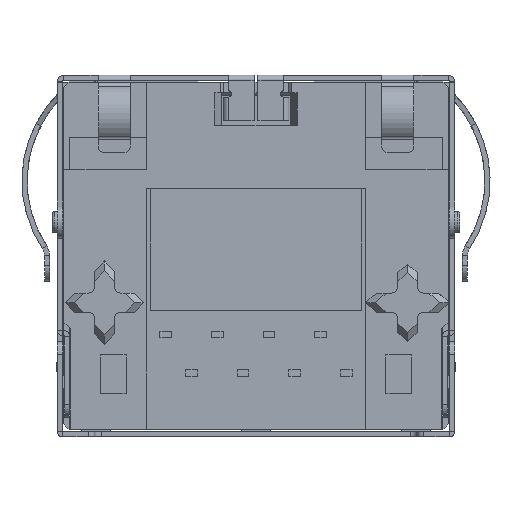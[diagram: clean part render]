
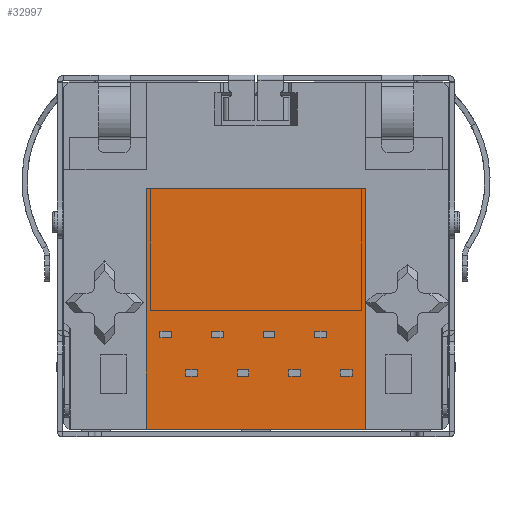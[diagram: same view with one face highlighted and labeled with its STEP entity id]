
A CAD part, front view. The second image highlights one B-rep face of the part: STEP entity #32997.
In plain terms, the highlighted planar face has unit normal (0, -1, 0).
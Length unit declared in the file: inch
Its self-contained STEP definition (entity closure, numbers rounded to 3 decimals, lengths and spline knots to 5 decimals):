
#29149=DIRECTION('',(-1.,0.,0.));
#29150=VECTOR('',#29149,0.34);
#29151=CARTESIAN_POINT('',(0.17,-0.475,-0.538));
#29152=LINE('',#29151,#29150);
#29185=DIRECTION('',(1.,0.,0.));
#29186=VECTOR('',#29185,0.34);
#29187=CARTESIAN_POINT('',(-0.17,-0.475,-0.165));
#29188=LINE('',#29187,#29186);
#29189=DIRECTION('',(0.,0.,1.));
#29190=VECTOR('',#29189,0.373);
#29191=CARTESIAN_POINT('',(-0.17,-0.475,-0.538));
#29192=LINE('',#29191,#29190);
#31148=DIRECTION('',(0.,0.,1.));
#31149=VECTOR('',#31148,0.373);
#31150=CARTESIAN_POINT('',(0.17,-0.475,-0.538));
#31151=LINE('',#31150,#31149);
#32705=CARTESIAN_POINT('',(-0.17,-0.475,-0.165));
#32706=CARTESIAN_POINT('',(0.17,-0.475,-0.165));
#32707=VERTEX_POINT('',#32705);
#32708=VERTEX_POINT('',#32706);
#32709=CARTESIAN_POINT('',(-0.17,-0.475,-0.538));
#32710=VERTEX_POINT('',#32709);
#32711=CARTESIAN_POINT('',(0.17,-0.475,-0.538));
#32712=VERTEX_POINT('',#32711);
#32982=CARTESIAN_POINT('',(0.,-0.475,0.));
#32983=DIRECTION('',(0.,1.,0.));
#32984=DIRECTION('',(-1.,0.,0.));
#32985=AXIS2_PLACEMENT_3D('',#32982,#32983,#32984);
#32986=PLANE('',#32985);
#32988=ORIENTED_EDGE('',*,*,#32987,.T.);
#32990=ORIENTED_EDGE('',*,*,#32989,.F.);
#32992=ORIENTED_EDGE('',*,*,#32991,.T.);
#32994=ORIENTED_EDGE('',*,*,#32993,.T.);
#32995=EDGE_LOOP('',(#32988,#32990,#32992,#32994));
#32996=FACE_OUTER_BOUND('',#32995,.F.);
#32987=EDGE_CURVE('',#32707,#32708,#29188,.T.);
#32989=EDGE_CURVE('',#32712,#32708,#31151,.T.);
#32991=EDGE_CURVE('',#32712,#32710,#29152,.T.);
#32993=EDGE_CURVE('',#32710,#32707,#29192,.T.);
#32997=ADVANCED_FACE('',(#32996),#32986,.F.);
